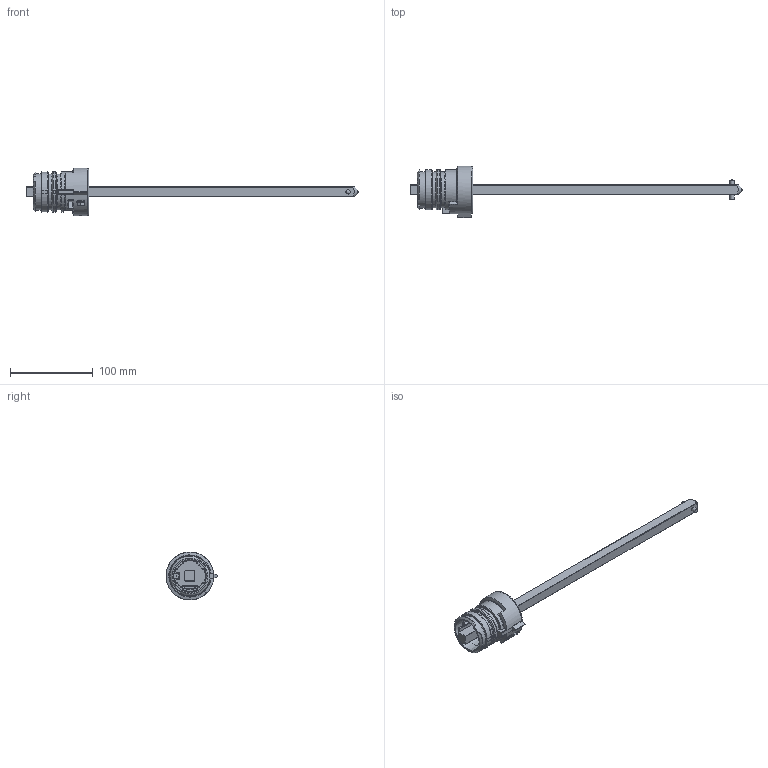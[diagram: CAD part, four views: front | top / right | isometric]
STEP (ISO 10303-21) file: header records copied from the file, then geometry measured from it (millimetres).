
FILE_DESCRIPTION(/* description */ (''),/* implementation_level */ '2;1');
FILE_NAME(/* name */ 'FILE_STP_CAD_DRAWING_3D_GLX7400D12_prt.stp',/* time_stamp */ '2025-10-02T11:13:10+02:00',/* author */ (''),/* organization */ (''),/* preprocessor_version */ 'ST-DEVELOPER v20',/* originating_system */ 'SIEMENS PLM Software NX2406.8500',/* authorisation */ '');
FILE_SCHEMA (('AUTOMOTIVE_DESIGN { 1 0 10303 214 3 1 1 1 }'));
Length unit declared in the file: millimetre
Products named in the file (1): 3D_GLX7400D12
Bounding box: 400 x 62.34 x 57.5 mm (x, y, z)
Surface area: 50692.5 mm2 (no closed solid volume)
Topology: 0 solids, 7 shells, 497 faces, 1322 edges, 797 vertices
Faces by surface type: bspline 126, cylinder 125, plane 111, cone 53, torus 50, sphere 26, revolution 3, extrusion 3
Full cylindrical faces by diameter (mm): 5 x1, 10 x1, 43.333 x2, 44 x1
Entity records: 18772 total; most frequent: CARTESIAN_POINT 7551, ORIENTED_EDGE 2357, DIRECTION 2174, EDGE_CURVE 1270, AXIS2_PLACEMENT_3D 911, VERTEX_POINT 788, EDGE_LOOP 543, ADVANCED_FACE 497
